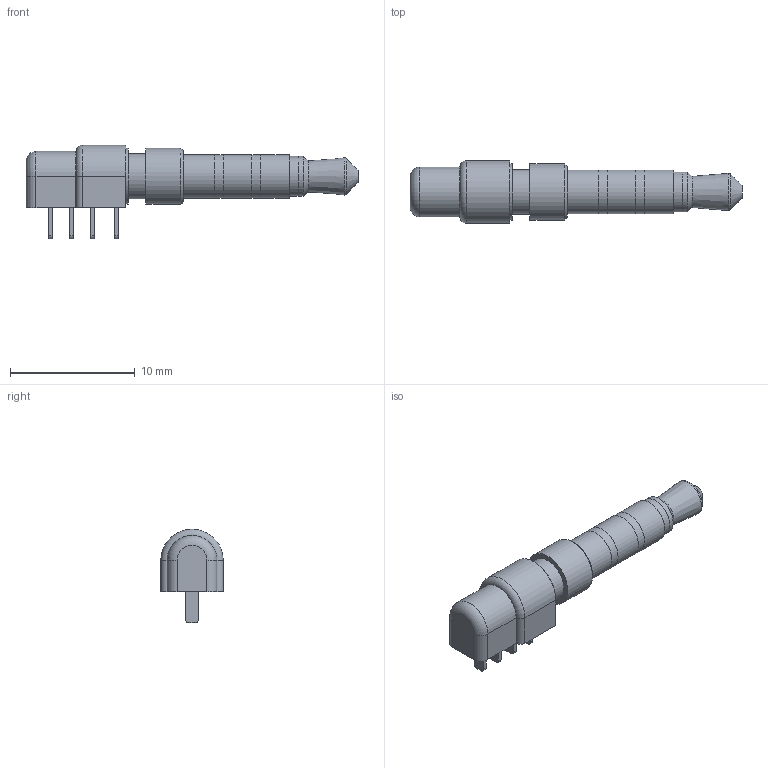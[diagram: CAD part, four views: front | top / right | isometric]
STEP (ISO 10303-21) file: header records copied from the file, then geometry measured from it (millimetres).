
FILE_DESCRIPTION(('FreeCAD Model'),'2;1');
FILE_NAME('cui_sp-3451.step','2019-06-07T11:15:25',('Author'),(''), 'Open CASCADE STEP processor 7.3','FreeCAD','Unknown');
FILE_SCHEMA(('AUTOMOTIVE_DESIGN { 1 0 10303 214 1 1 1 1 }'));
Length unit declared in the file: millimetre
Products named in the file (1): Body
Bounding box: 26.6 x 5 x 7.5 mm (x, y, z)
Volume: 334.6 mm3; surface area: 403.1 mm2
Topology: 1 solids, 1 shells, 65 faces, 146 edges, 92 vertices
Faces by surface type: plane 34, cylinder 24, cone 4, torus 2, bspline 1
Full cylindrical faces by diameter (mm): 3.2 x2, 3.5 x5, 3.6 x1, 4.5 x2
Entity records: 3809 total; most frequent: CARTESIAN_POINT 760, DIRECTION 588, LINE 339, VECTOR 339, ORIENTED_EDGE 292, PCURVE 292, DEFINITIONAL_REPRESENTATION 292, EDGE_CURVE 146
